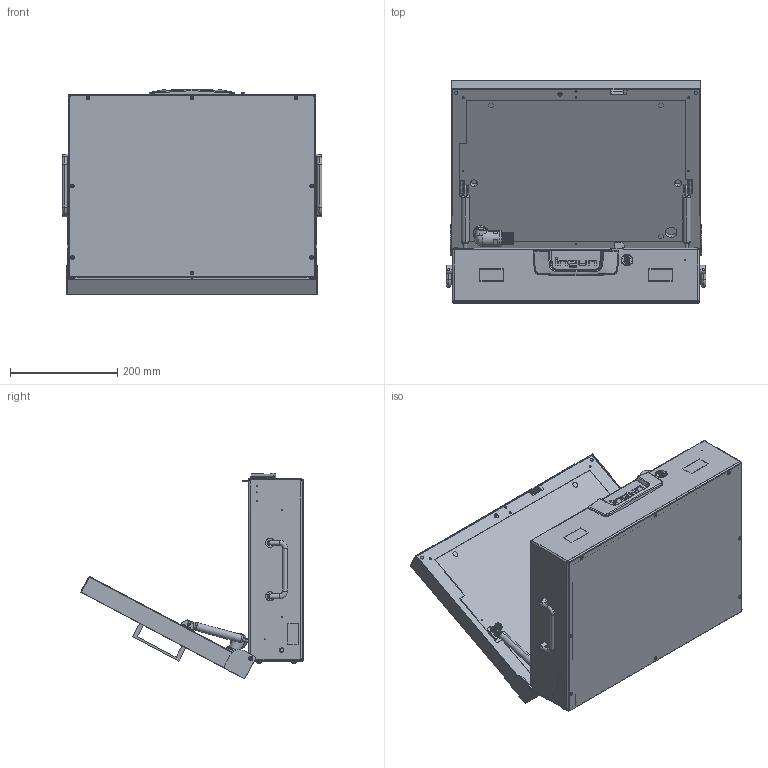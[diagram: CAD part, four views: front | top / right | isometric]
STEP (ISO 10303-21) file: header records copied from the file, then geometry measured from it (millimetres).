
FILE_DESCRIPTION (( 'STEP AP214' ), '1' );
FILE_NAME ('INGUN_114626_open.STEP', '2024-03-11T08:28:00', ( '' ), ( '' ), 'SwSTEP 2.0', 'SolidWorks 2021', '' );
FILE_SCHEMA (( 'AUTOMOTIVE_DESIGN' ));
Length unit declared in the file: millimetre
Products named in the file (47): 104093~2_KUNDE<S>; 112025~3_S; 113711~0_S; 114196~0; DIN985-A2~n_M04,0; 112992~2_S; Gewindebuchse~n_M04-07,5 offen; 114196_004~0_S; 113751~0_S; 115767~0_S; 112176~0_S; 113690~0_S; 113673~0_S; 19420~3; DIN912~n_M04,0x012; 34848~0; 114196_002~0; INGUN_114626_open; 113712~0; 2497-2~0; 11657~0; ISO7380~n_M03,0x005; 113752~0_S; 115289~0_S; DIN125~n_04,3 M04,0; 1607~1; 32171~0_S; ISO7380~n_M04,0x008; 113753~1_S; 2497-1~0_6,3 mm Auge <Standard>; 114196_001~0; 114364~0_S; 2497-1~0; 112026~0_Mitte<S>; ISO7380~n_M04,0x012; 112087~2_S; 11655~0; 49317~0; DIN7991~n_M03,0x006; 112024~0_S ...
Assembly tree (75 placements, depth 5):
  INGUN_114626_open
    113690~0_S
      113691~1_S
      32171~0_S
      112992~2_S  x2
      49317~0  x2
      114196~0  x2
        114196_001~0
        114196_002~0
        114196_003~0
        114196_004~0_S
      DIN912~n_M04,0x012
      112024~0_S
      112025~3_S
      DIN125~n_04,3 M04,0
      DIN985-A2~n_M04,0
      112026~0_Mitte<S>
      ISO7380~n_M03,0x005
      114364~0_S
    113750~2_KUNDE<S>
      115767~0_S
        113751~0_S
        Gewindebuchse~n_M04-07,5 offen  x4
      113752~0_S
      113753~1_S
      104093~2_KUNDE<S>
      1607~1  x2
      ISO7380~n_M04,0x012  x4
      112176~0_S  x2
        112087~2_S
          111995~2_S
          115289~0_S
        49317~0
      19420~3
      11657~0
      11655~0
    34848~0_ausgefahren 180<Standard>
      2497-1~0
      2497-2~0
    34848~0
      2497-1~0_6,3 mm Auge <Standard>
      2497-2~0_6,3 mm Auge <Standard>
    113711~0_S
      113712~0
      DIN7991~n_M03,0x006  x8
    113673~0_S
      113674~0
      DIN125~n_04,3 M04,0  x4
      ISO7380~n_M04,0x008  x4
Bounding box: 484 x 414.73 x 383.59 mm (x, y, z)
Volume: 3602818.1 mm3; surface area: 1748989 mm2
Topology: 77 solids, 77 shells, 3069 faces, 7532 edges, 4808 vertices
Faces by surface type: plane 1416, cylinder 1244, cone 208, bspline 109, torus 92
Entity records: 72227 total; most frequent: CARTESIAN_POINT 23952, DIRECTION 9790, ORIENTED_EDGE 9252, EDGE_CURVE 4626, AXIS2_PLACEMENT_3D 3660, VERTEX_POINT 2944, VECTOR 2470, LINE 2470
